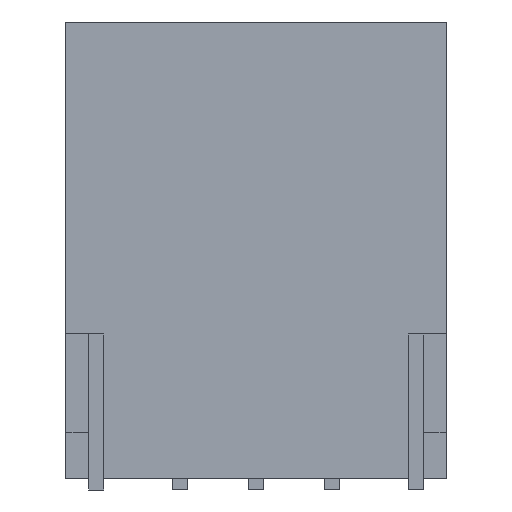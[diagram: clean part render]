
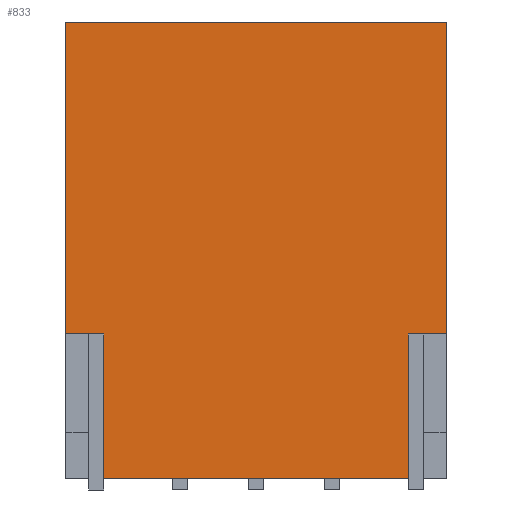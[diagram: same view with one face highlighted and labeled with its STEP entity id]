
A CAD part, front view. The second image highlights one B-rep face of the part: STEP entity #833.
In plain terms, the highlighted planar face has unit normal (0, -1, 0).
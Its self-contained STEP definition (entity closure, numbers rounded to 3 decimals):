
#438 = VERTEX_POINT('',#439);
#439 = CARTESIAN_POINT('',(2.5,0.325,6.17));
#488 = VERTEX_POINT('',#489);
#489 = CARTESIAN_POINT('',(-2.5,0.325,6.17));
#495 = EDGE_CURVE('',#438,#488,#496,.T.);
#496 = LINE('',#497,#498);
#497 = CARTESIAN_POINT('',(2.5,0.325,6.17));
#498 = VECTOR('',#499,1.);
#499 = DIRECTION('',(-1.,0.,0.));
#833 = ADVANCED_FACE('',(#834),#891,.T.);
#834 = FACE_BOUND('',#835,.T.);
#835 = EDGE_LOOP('',(#836,#846,#854,#860,#861,#869,#877,#885));
#836 = ORIENTED_EDGE('',*,*,#837,.T.);
#837 = EDGE_CURVE('',#838,#840,#842,.T.);
#838 = VERTEX_POINT('',#839);
#839 = CARTESIAN_POINT('',(2.,0.325,0.17));
#840 = VERTEX_POINT('',#841);
#841 = CARTESIAN_POINT('',(2.,0.325,2.07));
#842 = LINE('',#843,#844);
#843 = CARTESIAN_POINT('',(2.,0.325,0.17));
#844 = VECTOR('',#845,1.);
#845 = DIRECTION('',(0.,0.,1.));
#846 = ORIENTED_EDGE('',*,*,#847,.T.);
#847 = EDGE_CURVE('',#840,#848,#850,.T.);
#848 = VERTEX_POINT('',#849);
#849 = CARTESIAN_POINT('',(2.5,0.325,2.07));
#850 = LINE('',#851,#852);
#851 = CARTESIAN_POINT('',(2.,0.325,2.07));
#852 = VECTOR('',#853,1.);
#853 = DIRECTION('',(1.,0.,0.));
#854 = ORIENTED_EDGE('',*,*,#855,.T.);
#855 = EDGE_CURVE('',#848,#438,#856,.T.);
#856 = LINE('',#857,#858);
#857 = CARTESIAN_POINT('',(2.5,0.325,6.17));
#858 = VECTOR('',#859,1.);
#859 = DIRECTION('',(0.,0.,1.));
#860 = ORIENTED_EDGE('',*,*,#495,.T.);
#861 = ORIENTED_EDGE('',*,*,#862,.F.);
#862 = EDGE_CURVE('',#863,#488,#865,.T.);
#863 = VERTEX_POINT('',#864);
#864 = CARTESIAN_POINT('',(-2.5,0.325,2.07));
#865 = LINE('',#866,#867);
#866 = CARTESIAN_POINT('',(-2.5,0.325,6.17));
#867 = VECTOR('',#868,1.);
#868 = DIRECTION('',(0.,0.,1.));
#869 = ORIENTED_EDGE('',*,*,#870,.F.);
#870 = EDGE_CURVE('',#871,#863,#873,.T.);
#871 = VERTEX_POINT('',#872);
#872 = CARTESIAN_POINT('',(-2.,0.325,2.07));
#873 = LINE('',#874,#875);
#874 = CARTESIAN_POINT('',(-2.,0.325,2.07));
#875 = VECTOR('',#876,1.);
#876 = DIRECTION('',(-1.,0.,0.));
#877 = ORIENTED_EDGE('',*,*,#878,.F.);
#878 = EDGE_CURVE('',#879,#871,#881,.T.);
#879 = VERTEX_POINT('',#880);
#880 = CARTESIAN_POINT('',(-2.,0.325,0.17));
#881 = LINE('',#882,#883);
#882 = CARTESIAN_POINT('',(-2.,0.325,0.17));
#883 = VECTOR('',#884,1.);
#884 = DIRECTION('',(0.,0.,1.));
#885 = ORIENTED_EDGE('',*,*,#886,.F.);
#886 = EDGE_CURVE('',#838,#879,#887,.T.);
#887 = LINE('',#888,#889);
#888 = CARTESIAN_POINT('',(2.5,0.325,0.17));
#889 = VECTOR('',#890,1.);
#890 = DIRECTION('',(-1.,0.,0.));
#891 = PLANE('',#892);
#892 = AXIS2_PLACEMENT_3D('',#893,#894,#895);
#893 = CARTESIAN_POINT('',(2.5,0.325,6.17));
#894 = DIRECTION('',(0.,-1.,0.));
#895 = DIRECTION('',(0.,0.,1.));
